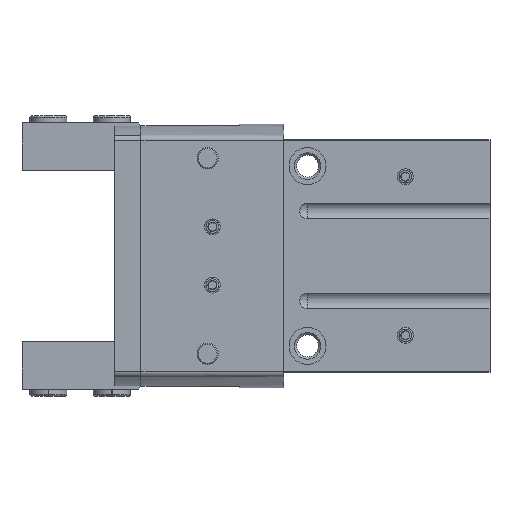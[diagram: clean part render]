
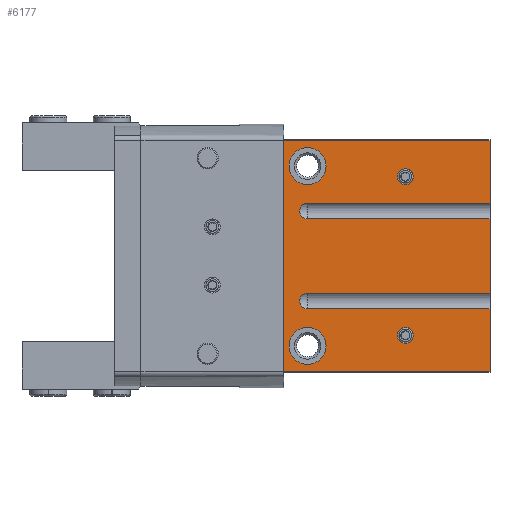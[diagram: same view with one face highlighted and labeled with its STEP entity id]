
A CAD part, left-side view. The second image highlights one B-rep face of the part: STEP entity #6177.
In plain terms, the highlighted planar face has unit normal (-1, 0, 0).
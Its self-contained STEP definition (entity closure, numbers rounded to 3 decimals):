
#209=PLANE('',#6719);
#402=LINE('',#9495,#876);
#409=LINE('',#9511,#883);
#427=LINE('',#9559,#901);
#469=LINE('',#9688,#943);
#471=LINE('',#9704,#945);
#472=LINE('',#9708,#946);
#473=LINE('',#9709,#947);
#474=LINE('',#9713,#948);
#475=LINE('',#9714,#949);
#476=LINE('',#9716,#950);
#876=VECTOR('',#7468,1000.);
#883=VECTOR('',#7477,1000.);
#901=VECTOR('',#7507,1000.);
#943=VECTOR('',#7621,1000.);
#945=VECTOR('',#7637,1000.);
#946=VECTOR('',#7640,1000.);
#947=VECTOR('',#7641,1000.);
#948=VECTOR('',#7644,1000.);
#949=VECTOR('',#7645,1000.);
#950=VECTOR('',#7646,1000.);
#1474=ORIENTED_EDGE('',*,*,#3141,.T.);
#1475=ORIENTED_EDGE('',*,*,#3142,.T.);
#1476=ORIENTED_EDGE('',*,*,#3143,.T.);
#1477=ORIENTED_EDGE('',*,*,#3144,.T.);
#1478=ORIENTED_EDGE('',*,*,#3049,.T.);
#1479=ORIENTED_EDGE('',*,*,#3145,.T.);
#1480=ORIENTED_EDGE('',*,*,#3146,.T.);
#1481=ORIENTED_EDGE('',*,*,#3147,.T.);
#1482=ORIENTED_EDGE('',*,*,#3041,.T.);
#1483=ORIENTED_EDGE('',*,*,#3148,.T.);
#1484=ORIENTED_EDGE('',*,*,#3149,.T.);
#1485=ORIENTED_EDGE('',*,*,#3150,.T.);
#1486=ORIENTED_EDGE('',*,*,#3073,.T.);
#1487=ORIENTED_EDGE('',*,*,#3151,.F.);
#1488=ORIENTED_EDGE('',*,*,#3152,.F.);
#1489=ORIENTED_EDGE('',*,*,#3137,.T.);
#3041=EDGE_CURVE('',#3882,#3881,#402,.T.);
#3049=EDGE_CURVE('',#3890,#3889,#409,.T.);
#3073=EDGE_CURVE('',#3914,#3913,#427,.T.);
#3137=EDGE_CURVE('',#3965,#3890,#469,.T.);
#3141=EDGE_CURVE('',#3968,#3968,#4516,.T.);
#3142=EDGE_CURVE('',#3969,#3969,#4517,.T.);
#3143=EDGE_CURVE('',#3970,#3970,#4518,.T.);
#3144=EDGE_CURVE('',#3971,#3971,#4519,.T.);
#3145=EDGE_CURVE('',#3889,#3972,#471,.T.);
#3146=EDGE_CURVE('',#3972,#3973,#4520,.T.);
#3147=EDGE_CURVE('',#3973,#3882,#472,.T.);
#3148=EDGE_CURVE('',#3881,#3974,#473,.T.);
#3149=EDGE_CURVE('',#3974,#3975,#4521,.T.);
#3150=EDGE_CURVE('',#3975,#3914,#474,.T.);
#3151=EDGE_CURVE('',#3976,#3913,#475,.T.);
#3152=EDGE_CURVE('',#3965,#3976,#476,.T.);
#3881=VERTEX_POINT('',#9494);
#3882=VERTEX_POINT('',#9496);
#3889=VERTEX_POINT('',#9510);
#3890=VERTEX_POINT('',#9512);
#3913=VERTEX_POINT('',#9558);
#3914=VERTEX_POINT('',#9560);
#3965=VERTEX_POINT('',#9689);
#3968=VERTEX_POINT('',#9697);
#3969=VERTEX_POINT('',#9699);
#3970=VERTEX_POINT('',#9701);
#3971=VERTEX_POINT('',#9703);
#3972=VERTEX_POINT('',#9705);
#3973=VERTEX_POINT('',#9707);
#3974=VERTEX_POINT('',#9710);
#3975=VERTEX_POINT('',#9712);
#3976=VERTEX_POINT('',#9715);
#4516=CIRCLE('',#6720,1.5);
#4517=CIRCLE('',#6721,1.5);
#4518=CIRCLE('',#6722,3.5);
#4519=CIRCLE('',#6723,3.5);
#4520=CIRCLE('',#6724,1.5);
#4521=CIRCLE('',#6725,1.5);
#4850=EDGE_LOOP('',(#1474));
#4851=EDGE_LOOP('',(#1475));
#4852=EDGE_LOOP('',(#1476));
#4853=EDGE_LOOP('',(#1477));
#4854=EDGE_LOOP('',(#1478,#1479,#1480,#1481,#1482,#1483,#1484,#1485,#1486,
#1487,#1488,#1489));
#5446=FACE_BOUND('',#4850,.T.);
#5447=FACE_BOUND('',#4851,.T.);
#5448=FACE_BOUND('',#4852,.T.);
#5449=FACE_BOUND('',#4853,.T.);
#5450=FACE_BOUND('',#4854,.T.);
#6177=ADVANCED_FACE('',(#5446,#5447,#5448,#5449,#5450),#209,.F.);
#6719=AXIS2_PLACEMENT_3D('',#9695,#7627,#7628);
#6720=AXIS2_PLACEMENT_3D('',#9696,#7629,#7630);
#6721=AXIS2_PLACEMENT_3D('',#9698,#7631,#7632);
#6722=AXIS2_PLACEMENT_3D('',#9700,#7633,#7634);
#6723=AXIS2_PLACEMENT_3D('',#9702,#7635,#7636);
#6724=AXIS2_PLACEMENT_3D('',#9706,#7638,#7639);
#6725=AXIS2_PLACEMENT_3D('',#9711,#7642,#7643);
#7468=DIRECTION('',(0.,0.,1.));
#7477=DIRECTION('',(0.,0.,1.));
#7507=DIRECTION('',(0.,0.,1.));
#7621=DIRECTION('',(0.,-1.,0.));
#7627=DIRECTION('',(1.,0.,0.));
#7628=DIRECTION('',(0.,0.,-1.));
#7629=DIRECTION('',(1.,0.,0.));
#7630=DIRECTION('',(0.,0.,-1.));
#7631=DIRECTION('',(1.,0.,0.));
#7632=DIRECTION('',(0.,0.,-1.));
#7633=DIRECTION('',(1.,0.,0.));
#7634=DIRECTION('',(0.,0.,-1.));
#7635=DIRECTION('',(1.,0.,0.));
#7636=DIRECTION('',(0.,0.,-1.));
#7637=DIRECTION('',(0.,1.,0.));
#7638=DIRECTION('',(1.,0.,0.));
#7639=DIRECTION('',(0.,0.,-1.));
#7640=DIRECTION('',(0.,-1.,0.));
#7641=DIRECTION('',(0.,1.,0.));
#7642=DIRECTION('',(1.,0.,0.));
#7643=DIRECTION('',(0.,0.,-1.));
#7644=DIRECTION('',(0.,-1.,0.));
#7645=DIRECTION('',(0.,-1.,0.));
#7646=DIRECTION('',(0.,0.,1.));
#9494=CARTESIAN_POINT('',(-14.,0.,7.));
#9495=CARTESIAN_POINT('',(-14.,0.,-21.75));
#9496=CARTESIAN_POINT('',(-14.,0.,-7.));
#9510=CARTESIAN_POINT('',(-14.,0.,-10.));
#9511=CARTESIAN_POINT('',(-14.,0.,-21.75));
#9512=CARTESIAN_POINT('',(-14.,0.,-21.75));
#9558=CARTESIAN_POINT('',(-14.,0.,21.75));
#9559=CARTESIAN_POINT('',(-14.,0.,-21.75));
#9560=CARTESIAN_POINT('',(-14.,0.,10.));
#9688=CARTESIAN_POINT('',(-14.,39.,-21.75));
#9689=CARTESIAN_POINT('',(-14.,39.,-21.75));
#9695=CARTESIAN_POINT('',(-14.,39.,-21.75));
#9696=CARTESIAN_POINT('',(-14.,16.,15.));
#9697=CARTESIAN_POINT('',(-14.,16.,13.5));
#9698=CARTESIAN_POINT('',(-14.,16.,-15.));
#9699=CARTESIAN_POINT('',(-14.,16.,-16.5));
#9700=CARTESIAN_POINT('',(-14.,34.5,17.));
#9701=CARTESIAN_POINT('',(-14.,34.5,13.5));
#9702=CARTESIAN_POINT('',(-14.,34.5,-17.));
#9703=CARTESIAN_POINT('',(-14.,34.5,-20.5));
#9704=CARTESIAN_POINT('',(-14.,39.,-10.));
#9705=CARTESIAN_POINT('',(-14.,34.5,-10.));
#9706=CARTESIAN_POINT('',(-14.,34.5,-8.5));
#9707=CARTESIAN_POINT('',(-14.,34.5,-7.));
#9708=CARTESIAN_POINT('',(-14.,39.,-7.));
#9709=CARTESIAN_POINT('',(-14.,39.,7.));
#9710=CARTESIAN_POINT('',(-14.,34.5,7.));
#9711=CARTESIAN_POINT('',(-14.,34.5,8.5));
#9712=CARTESIAN_POINT('',(-14.,34.5,10.));
#9713=CARTESIAN_POINT('',(-14.,39.,10.));
#9714=CARTESIAN_POINT('',(-14.,39.,21.75));
#9715=CARTESIAN_POINT('',(-14.,39.,21.75));
#9716=CARTESIAN_POINT('',(-14.,39.,-21.75));
